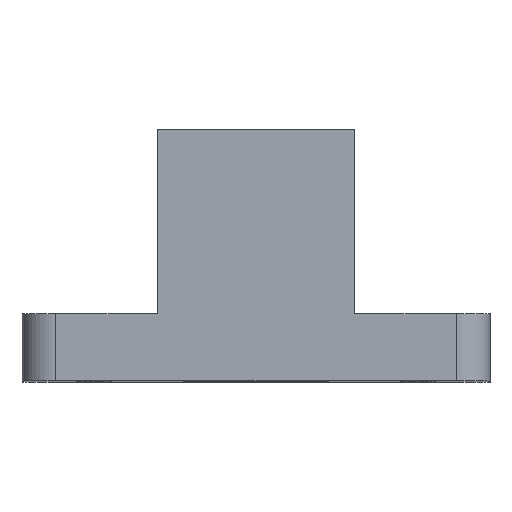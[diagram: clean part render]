
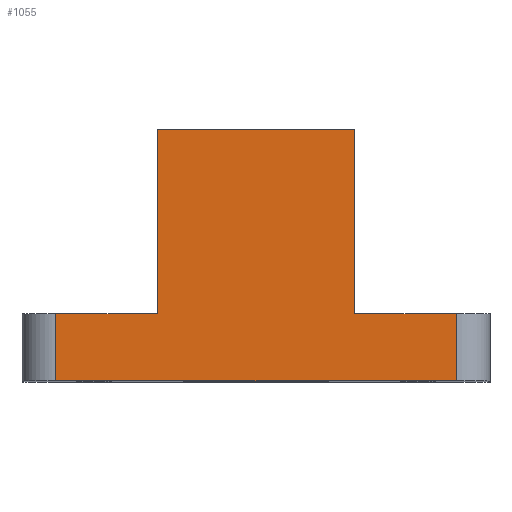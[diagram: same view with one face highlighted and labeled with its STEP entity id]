
A CAD part, top view. The second image highlights one B-rep face of the part: STEP entity #1055.
In plain terms, the highlighted free-form (B-spline) face has degree [1, 1] with [2, 2] control points.
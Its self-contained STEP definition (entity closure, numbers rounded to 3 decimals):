
#440 = VERTEX_POINT('',#441);
#441 = CARTESIAN_POINT('',(20.811,14.159,
    87.482));
#456 = VERTEX_POINT('',#457);
#457 = CARTESIAN_POINT('',(20.811,53.097,
    87.482));
#462 = EDGE_CURVE('',#456,#440,#463,.T.);
#463 = B_SPLINE_CURVE_WITH_KNOTS('',1,(#464,#465),.UNSPECIFIED.,.F.,.F.,
  (2,2),(-0.,26.194),.PIECEWISE_BEZIER_KNOTS.);
#464 = CARTESIAN_POINT('',(20.811,53.097,
    87.482));
#465 = CARTESIAN_POINT('',(20.811,14.159,
    87.482));
#594 = EDGE_CURVE('',#440,#595,#597,.T.);
#595 = VERTEX_POINT('',#596);
#596 = CARTESIAN_POINT('',(42.347,14.159,
    87.482));
#597 = B_SPLINE_CURVE_WITH_KNOTS('',1,(#598,#599),.UNSPECIFIED.,.F.,.F.,
  (2,2),(42.488,56.975),.PIECEWISE_BEZIER_KNOTS.);
#598 = CARTESIAN_POINT('',(20.811,14.159,
    87.482));
#599 = CARTESIAN_POINT('',(42.347,14.159,
    87.482));
#706 = VERTEX_POINT('',#707);
#707 = CARTESIAN_POINT('',(-20.811,14.159,
    87.482));
#735 = VERTEX_POINT('',#736);
#736 = CARTESIAN_POINT('',(-42.347,14.159,
    87.482));
#742 = EDGE_CURVE('',#735,#706,#743,.T.);
#743 = B_SPLINE_CURVE_WITH_KNOTS('',1,(#744,#745),.UNSPECIFIED.,.F.,.F.,
  (2,2),(0.,14.488),.PIECEWISE_BEZIER_KNOTS.);
#744 = CARTESIAN_POINT('',(-42.347,14.159,
    87.482));
#745 = CARTESIAN_POINT('',(-20.811,14.159,
    87.482));
#758 = VERTEX_POINT('',#759);
#759 = CARTESIAN_POINT('',(-42.347,0.,87.482));
#803 = VERTEX_POINT('',#804);
#804 = CARTESIAN_POINT('',(42.347,0.,87.482));
#810 = EDGE_CURVE('',#758,#803,#811,.T.);
#811 = B_SPLINE_CURVE_WITH_KNOTS('',1,(#812,#813),.UNSPECIFIED.,.F.,.F.,
  (2,2),(0.,56.975),.PIECEWISE_BEZIER_KNOTS.);
#812 = CARTESIAN_POINT('',(-42.347,0.,87.482));
#813 = CARTESIAN_POINT('',(42.347,0.,87.482));
#1038 = EDGE_CURVE('',#735,#758,#1039,.T.);
#1039 = B_SPLINE_CURVE_WITH_KNOTS('',1,(#1040,#1041),.UNSPECIFIED.,.F.,
  .F.,(2,2),(-0.,9.525),.PIECEWISE_BEZIER_KNOTS.);
#1040 = CARTESIAN_POINT('',(-42.347,14.159,
    87.482));
#1041 = CARTESIAN_POINT('',(-42.347,0.,87.482));
#1055 = ADVANCED_FACE('',(#1056),#1080,.F.);
#1056 = FACE_BOUND('',#1057,.T.);
#1057 = EDGE_LOOP('',(#1058,#1059,#1064,#1065,#1066,#1073,#1078,#1079));
#1058 = ORIENTED_EDGE('',*,*,#810,.T.);
#1059 = ORIENTED_EDGE('',*,*,#1060,.F.);
#1060 = EDGE_CURVE('',#595,#803,#1061,.T.);
#1061 = B_SPLINE_CURVE_WITH_KNOTS('',1,(#1062,#1063),.UNSPECIFIED.,.F.,
  .F.,(2,2),(-0.,9.525),.PIECEWISE_BEZIER_KNOTS.);
#1062 = CARTESIAN_POINT('',(42.347,14.159,
    87.482));
#1063 = CARTESIAN_POINT('',(42.347,0.,87.482));
#1064 = ORIENTED_EDGE('',*,*,#594,.F.);
#1065 = ORIENTED_EDGE('',*,*,#462,.F.);
#1066 = ORIENTED_EDGE('',*,*,#1067,.F.);
#1067 = EDGE_CURVE('',#1068,#456,#1070,.T.);
#1068 = VERTEX_POINT('',#1069);
#1069 = CARTESIAN_POINT('',(-20.811,53.097,
    87.482));
#1070 = B_SPLINE_CURVE_WITH_KNOTS('',1,(#1071,#1072),.UNSPECIFIED.,.F.,
  .F.,(2,2),(0.,28.),.PIECEWISE_BEZIER_KNOTS.);
#1071 = CARTESIAN_POINT('',(-20.811,53.097,
    87.482));
#1072 = CARTESIAN_POINT('',(20.811,53.097,
    87.482));
#1073 = ORIENTED_EDGE('',*,*,#1074,.T.);
#1074 = EDGE_CURVE('',#1068,#706,#1075,.T.);
#1075 = B_SPLINE_CURVE_WITH_KNOTS('',1,(#1076,#1077),.UNSPECIFIED.,.F.,
  .F.,(2,2),(-0.,26.194),.PIECEWISE_BEZIER_KNOTS.);
#1076 = CARTESIAN_POINT('',(-20.811,53.097,
    87.482));
#1077 = CARTESIAN_POINT('',(-20.811,14.159,
    87.482));
#1078 = ORIENTED_EDGE('',*,*,#742,.F.);
#1079 = ORIENTED_EDGE('',*,*,#1038,.T.);
#1080 = B_SPLINE_SURFACE_WITH_KNOTS('',1,1,(
    (#1081,#1082)
    ,(#1083,#1084
    )),.UNSPECIFIED.,.F.,.F.,.F.,(2,2),(2,2),(-56.975,0.),(-9.525,
    26.194),.PIECEWISE_BEZIER_KNOTS.);
#1081 = CARTESIAN_POINT('',(42.347,0.,87.482));
#1082 = CARTESIAN_POINT('',(42.347,53.097,
    87.482));
#1083 = CARTESIAN_POINT('',(-42.347,0.,87.482));
#1084 = CARTESIAN_POINT('',(-42.347,53.097,
    87.482));
